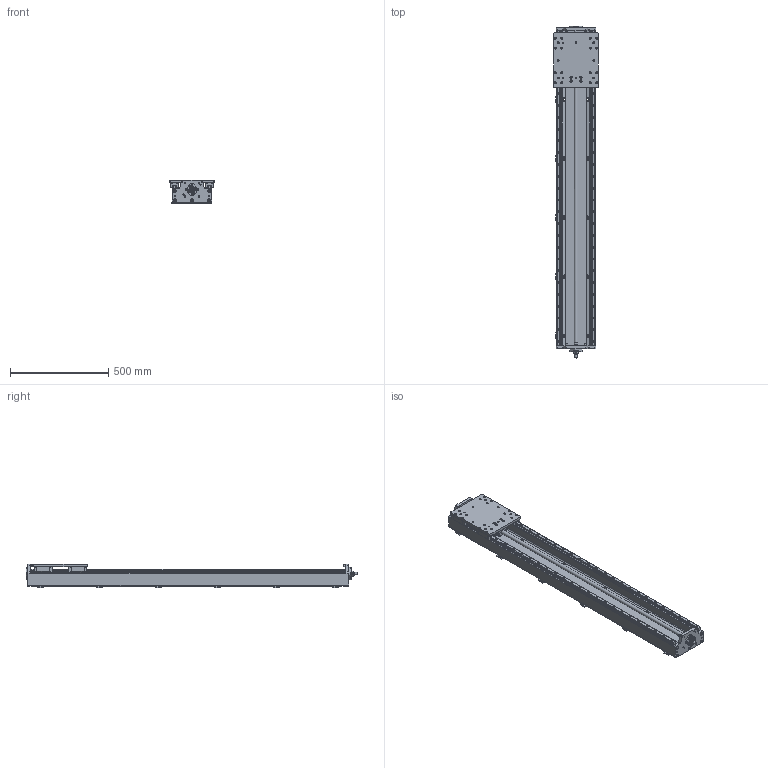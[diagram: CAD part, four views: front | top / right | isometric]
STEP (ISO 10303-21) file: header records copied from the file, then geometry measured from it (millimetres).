
FILE_DESCRIPTION((''),'2;1');
FILE_NAME('KK-HD-225-20-20XX-1600.stp','2009-03-21T12:09:43',('kurt'),(''),'Autodesk Inventor 2008','Autodesk Inventor 2008','');
FILE_SCHEMA(('AUTOMOTIVE_DESIGN { 1 0 10303 214 1 1 1 1 }'));
Length unit declared in the file: millimetre
Products named in the file (1): Part408
Bounding box: 225 x 1687 x 120 mm (x, y, z)
Volume: 13939271.8 mm3; surface area: 1633084.7 mm2
Topology: 1 solids, 19 shells, 2602 faces, 6747 edges, 4434 vertices
Faces by surface type: plane 1651, cylinder 549, bspline 247, cone 139, torus 16
Full cylindrical faces by diameter (mm): 2.459 x4, 3 x5, 3.5 x4, 4.134 x62, 4.917 x10, 5 x16, 5.5 x28, 6 x68, 6.6 x14, 6.647 x10, 7.5 x4, 8.376 x8, 9 x10, 9.5 x66, 10 x16, 10.106 x12, 11 x12, 12 x1, 14.3 x1, 15 x14, 18 x13, 20 x2, 20.44 x4, 20.5 x1, 20.733 x2, 21 x1, 26.56 x4, 28 x2, 30.8 x2, 32 x1
Entity records: 83091 total; most frequent: CARTESIAN_POINT 20131, ORIENTED_EDGE 12148, DIRECTION 11516, EDGE_CURVE 6074, VERTEX_POINT 4288, VECTOR 4272, LINE 4272, AXIS2_PLACEMENT_3D 3622
